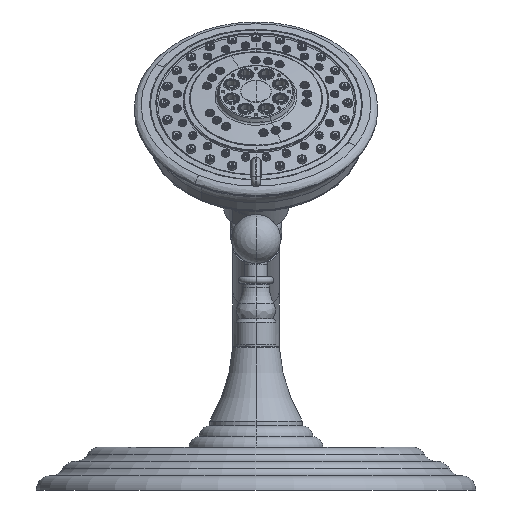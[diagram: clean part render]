
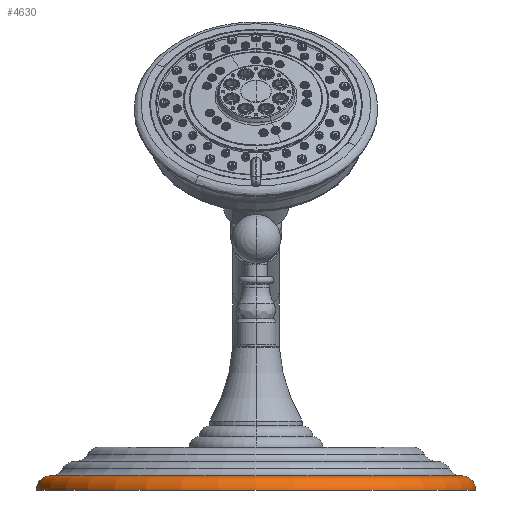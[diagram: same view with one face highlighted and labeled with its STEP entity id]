
A CAD part, front view. The second image highlights one B-rep face of the part: STEP entity #4630.
In plain terms, the highlighted toroidal (fillet/blend) face has major radius 92.075 mm and minor radius 6.35 mm.
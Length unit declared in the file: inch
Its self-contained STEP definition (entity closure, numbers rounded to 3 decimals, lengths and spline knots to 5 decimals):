
#614=CARTESIAN_POINT('',(0.,0.,0.25));
#615=DIRECTION('',(0.,0.,-1.));
#616=DIRECTION('',(1.,0.,0.));
#617=AXIS2_PLACEMENT_3D('',#614,#615,#616);
#639=CARTESIAN_POINT('',(3.625,0.,0.));
#640=DIRECTION('',(0.,-1.,0.));
#641=DIRECTION('',(1.,0.,0.));
#642=AXIS2_PLACEMENT_3D('',#639,#640,#641);
#644=CARTESIAN_POINT('',(-3.625,0.,0.));
#645=DIRECTION('',(0.,1.,0.));
#646=DIRECTION('',(-1.,0.,0.));
#647=AXIS2_PLACEMENT_3D('',#644,#645,#646);
#649=CARTESIAN_POINT('',(0.,0.,0.));
#650=DIRECTION('',(0.,0.,-1.));
#651=DIRECTION('',(1.,0.,0.));
#652=AXIS2_PLACEMENT_3D('',#649,#650,#651);
#3348=CARTESIAN_POINT('',(3.625,0.,0.25));
#3350=VERTEX_POINT('',#3348);
#3358=CARTESIAN_POINT('',(-3.625,0.,0.25));
#3360=VERTEX_POINT('',#3358);
#3932=CARTESIAN_POINT('',(3.875,0.,0.));
#3933=CARTESIAN_POINT('',(-3.875,0.,0.));
#3934=VERTEX_POINT('',#3932);
#3935=VERTEX_POINT('',#3933);
#4619=CARTESIAN_POINT('',(0.,0.,0.));
#4620=DIRECTION('',(0.,0.,-1.));
#4621=DIRECTION('',(-1.,0.,0.));
#4622=AXIS2_PLACEMENT_3D('',#4619,#4620,#4621);
#4623=TOROIDAL_SURFACE('',#4622,3.625,0.25);
#4624=ORIENTED_EDGE('',*,*,#4613,.T.);
#4625=ORIENTED_EDGE('',*,*,#4603,.T.);
#4626=ORIENTED_EDGE('',*,*,#4572,.F.);
#4627=ORIENTED_EDGE('',*,*,#4600,.F.);
#4628=EDGE_LOOP('',(#4624,#4625,#4626,#4627));
#4629=FACE_OUTER_BOUND('',#4628,.F.);
#4630=ADVANCED_FACE('',(#4629),#4623,.T.);
#618=CIRCLE('',#617,3.625);
#643=CIRCLE('',#642,0.25);
#648=CIRCLE('',#647,0.25);
#653=CIRCLE('',#652,3.875);
#4572=EDGE_CURVE('',#3350,#3360,#618,.T.);
#4600=EDGE_CURVE('',#3934,#3350,#643,.T.);
#4603=EDGE_CURVE('',#3935,#3360,#648,.T.);
#4613=EDGE_CURVE('',#3934,#3935,#653,.T.);
